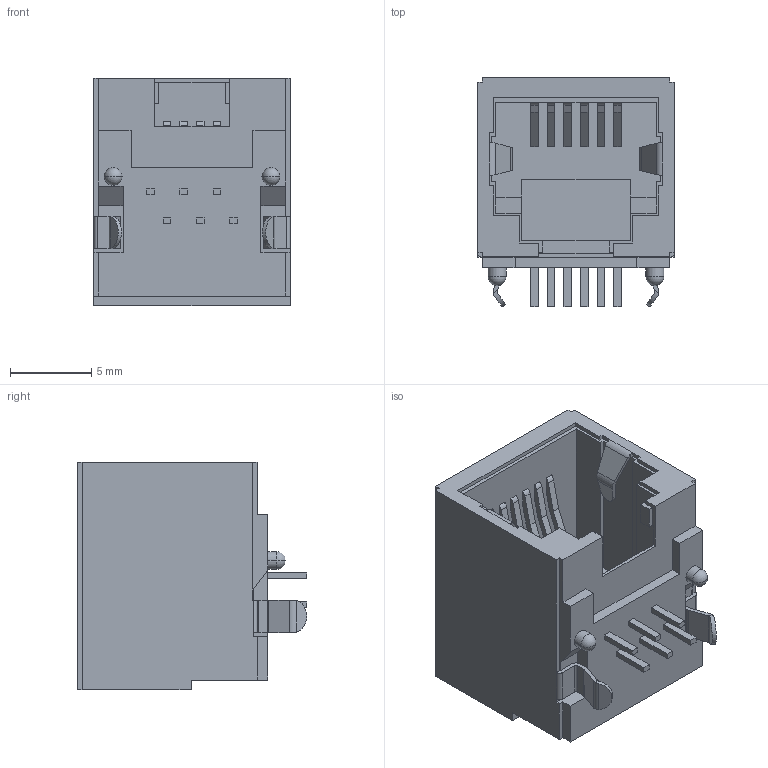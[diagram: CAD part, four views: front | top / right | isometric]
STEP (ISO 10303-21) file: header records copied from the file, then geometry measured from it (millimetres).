
FILE_DESCRIPTION((''),'2;1');
FILE_NAME('C-1734723-1','2016-03-18T',('workeradm'),('Tyco Electronics Ltd.'),'CREO PARAMETRIC BY PTC INC, 2015200','CREO PARAMETRIC BY PTC INC, 2015200','');
FILE_SCHEMA(('AUTOMOTIVE_DESIGN { 1 0 10303 214 1 1 1 1 }'));
Length unit declared in the file: millimetre
Products named in the file (1): C-1734723-1
Bounding box: 12.1 x 14.11 x 14 mm (x, y, z)
Volume: 1081.6 mm3; surface area: 1474 mm2
Topology: 1 solids, 1 shells, 236 faces, 672 edges, 442 vertices
Faces by surface type: plane 194, cylinder 38, sphere 4
Entity records: 7933 total; most frequent: CARTESIAN_POINT 1765, ORIENTED_EDGE 1336, DIRECTION 1156, EDGE_CURVE 668, VECTOR 572, LINE 572, VERTEX_POINT 442, AXIS2_PLACEMENT_3D 292
